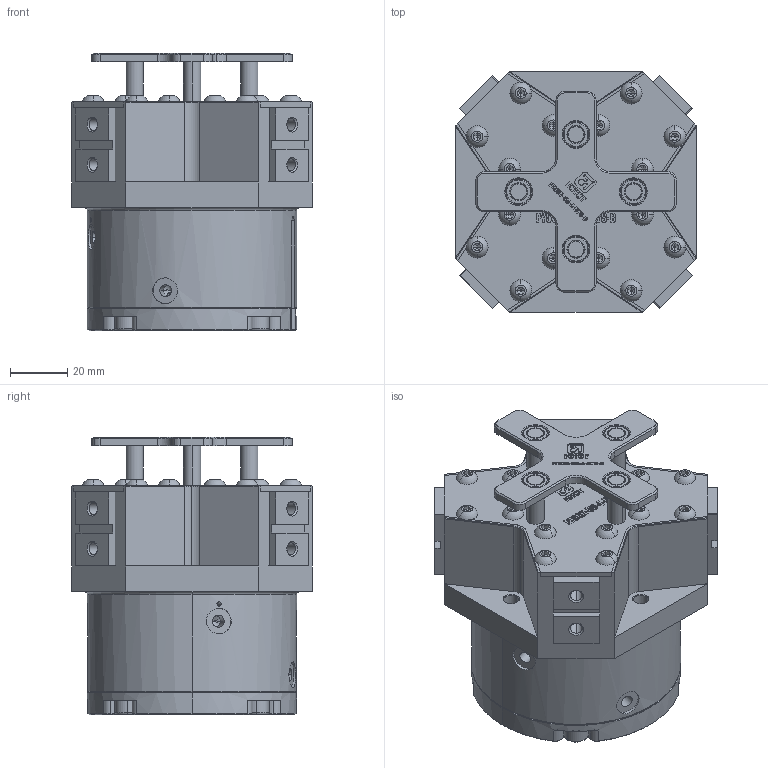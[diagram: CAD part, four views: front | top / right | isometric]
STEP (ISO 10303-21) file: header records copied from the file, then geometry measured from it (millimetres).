
FILE_DESCRIPTION (( 'STEP AP203' ), '1' );
FILE_NAME ('ﾈｫﾃﾜｷ簟ﾂｿ﨨ﾘﾐﾎｻｬｿ鯡ｽﾋﾄﾗｦ-D55.STEP', '2020-03-29T01:16:57', ( 'User' ), ( 'Microsoft' ), 'SwSTEP 2.0', 'SolidWorks 2015', '' );
FILE_SCHEMA (( 'CONFIG_CONTROL_DESIGN' ));
Length unit declared in the file: millimetre
Products named in the file (10): 新款矩形槽四爪前盖板-D55; hexagon socket button head screws gb_GB_SOCKET_TYPE7 M4X10-N; D55侐蛈芢蹋裝; 芢蹋啣蹟隊; 陔遴侐蛈D55; 新款矩形滑块式四爪壳体-D55; ﾈｫﾃﾜｷ簟ﾂｿ﨨ﾘﾐﾎｻｬｿ鯡ｽﾋﾄﾗｦ-D55; 新款矩形槽四爪滑块-D55; ァ雄侐蛈綴裔-D55 ; hexagon socket head cap screws gb_GB_FASTENER_SCREWS_HSHCS M5X16-N
Assembly tree (36 placements, depth 2):
  ﾈｫﾃﾜｷ簟ﾂｿ﨨ﾘﾐﾎｻｬｿ鯡ｽﾋﾄﾗｦ-D55
    新款矩形滑块式四爪壳体-D55
    新款矩形槽四爪滑块-D55  x4
    ァ雄侐蛈綴裔-D55 
    hexagon socket head cap screws gb_GB_FASTENER_SCREWS_HSHCS M5X16-N  x4
    新款矩形槽四爪前盖板-D55
    hexagon socket button head screws gb_GB_SOCKET_TYPE7 M4X10-N  x16
    D55侐蛈芢蹋裝  x4
    芢蹋啣蹟隊  x4
    陔遴侐蛈D55
Bounding box: 84 x 84 x 97 mm (x, y, z)
Volume: 285158.4 mm3; surface area: 110988.4 mm2
Topology: 36 solids, 36 shells, 1925 faces, 4646 edges, 2879 vertices
Faces by surface type: plane 950, cylinder 420, cone 283, bspline 178, torus 62, sphere 32
Entity records: 53449 total; most frequent: CARTESIAN_POINT 19659, ORIENTED_EDGE 6808, DIRECTION 6231, EDGE_CURVE 3404, VERTEX_POINT 2186, VECTOR 2153, LINE 2153, AXIS2_PLACEMENT_3D 2039
